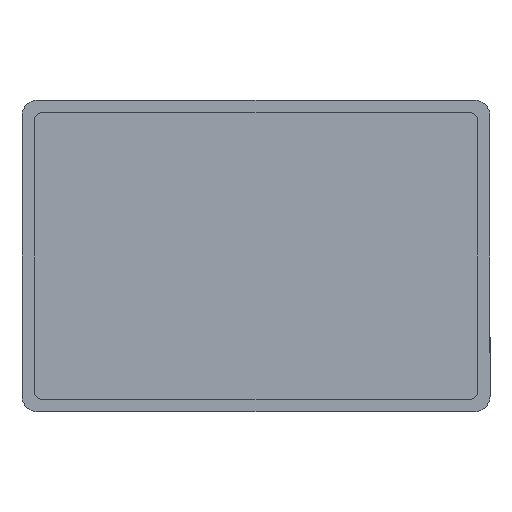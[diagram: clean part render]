
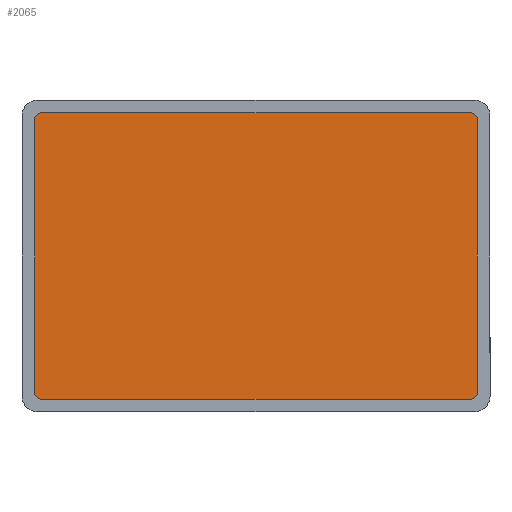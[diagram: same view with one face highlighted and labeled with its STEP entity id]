
A CAD part, front view. The second image highlights one B-rep face of the part: STEP entity #2065.
In plain terms, the highlighted planar face has unit normal (0, -1, 0).
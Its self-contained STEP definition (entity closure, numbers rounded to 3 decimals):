
#631 = AXIS2_PLACEMENT_3D ( 'NONE', #16861, #18471, #13484 ) ;
#878 = AXIS2_PLACEMENT_3D ( 'NONE', #18347, #16394, #10188 ) ;
#1040 = CARTESIAN_POINT ( 'NONE',  ( 274., 0., 174. ) ) ;
#1134 = VECTOR ( 'NONE', #19459, 1000. ) ;
#1219 = CIRCLE ( 'NONE', #6084, 9. ) ;
#1371 = EDGE_CURVE ( 'NONE', #7187, #10687, #2574, .T. ) ;
#1573 = CARTESIAN_POINT ( 'NONE',  ( -274., 0., -174. ) ) ;
#1709 = VERTEX_POINT ( 'NONE', #18234 ) ;
#2065 = ADVANCED_FACE ( 'NONE', ( #18210 ), #19739, .F. ) ;
#2214 = ORIENTED_EDGE ( 'NONE', *, *, #9594, .F. ) ;
#2234 = LINE ( 'NONE', #8661, #17473 ) ;
#2366 = LINE ( 'NONE', #17374, #21117 ) ;
#2574 = LINE ( 'NONE', #7144, #3554 ) ;
#3053 = CIRCLE ( 'NONE', #631, 9. ) ;
#3554 = VECTOR ( 'NONE', #8883, 1000. ) ;
#3654 = DIRECTION ( 'NONE',  ( 0., 0., 1. ) ) ;
#4447 = CARTESIAN_POINT ( 'NONE',  ( -274., 0., 183. ) ) ;
#4733 = DIRECTION ( 'NONE',  ( 0., 1., 0. ) ) ;
#5314 = CARTESIAN_POINT ( 'NONE',  ( -274., 0., -183. ) ) ;
#6084 = AXIS2_PLACEMENT_3D ( 'NONE', #1040, #4733, #13005 ) ;
#7065 = AXIS2_PLACEMENT_3D ( 'NONE', #1573, #16795, #19953 ) ;
#7070 = AXIS2_PLACEMENT_3D ( 'NONE', #18965, #8649, #7223 ) ;
#7144 = CARTESIAN_POINT ( 'NONE',  ( 283., 0., 174. ) ) ;
#7187 = VERTEX_POINT ( 'NONE', #18791 ) ;
#7223 = DIRECTION ( 'NONE',  ( 0., 0., 1. ) ) ;
#8505 = EDGE_CURVE ( 'NONE', #21207, #18076, #11186, .T. ) ;
#8649 = DIRECTION ( 'NONE',  ( 0., 1., 0. ) ) ;
#8661 = CARTESIAN_POINT ( 'NONE',  ( -283., 0., 174. ) ) ;
#8793 = ORIENTED_EDGE ( 'NONE', *, *, #18464, .F. ) ;
#8883 = DIRECTION ( 'NONE',  ( 0., 0., -1. ) ) ;
#9271 = VERTEX_POINT ( 'NONE', #5314 ) ;
#9594 = EDGE_CURVE ( 'NONE', #9271, #20721, #15416, .T. ) ;
#10188 = DIRECTION ( 'NONE',  ( 0., 0., 1. ) ) ;
#10503 = ORIENTED_EDGE ( 'NONE', *, *, #8505, .F. ) ;
#10687 = VERTEX_POINT ( 'NONE', #21296 ) ;
#11132 = EDGE_LOOP ( 'NONE', ( #2214, #8793, #14332, #20320, #19037, #10503, #12209, #21017 ) ) ;
#11186 = LINE ( 'NONE', #4447, #1134 ) ;
#11944 = VERTEX_POINT ( 'NONE', #14478 ) ;
#12209 = ORIENTED_EDGE ( 'NONE', *, *, #17398, .F. ) ;
#12267 = DIRECTION ( 'NONE',  ( -1., 0., 0. ) ) ;
#13005 = DIRECTION ( 'NONE',  ( 0., 0., 1. ) ) ;
#13484 = DIRECTION ( 'NONE',  ( 0., 0., 1. ) ) ;
#13657 = EDGE_CURVE ( 'NONE', #18076, #7187, #1219, .T. ) ;
#14332 = ORIENTED_EDGE ( 'NONE', *, *, #18284, .F. ) ;
#14478 = CARTESIAN_POINT ( 'NONE',  ( 274., 0., -183. ) ) ;
#15416 = CIRCLE ( 'NONE', #7070, 9. ) ;
#15991 = EDGE_CURVE ( 'NONE', #20721, #1709, #2234, .T. ) ;
#16394 = DIRECTION ( 'NONE',  ( 0., 1., 0. ) ) ;
#16795 = DIRECTION ( 'NONE',  ( 0., 1., 0. ) ) ;
#16861 = CARTESIAN_POINT ( 'NONE',  ( 274., 0., -174. ) ) ;
#17374 = CARTESIAN_POINT ( 'NONE',  ( -274., 0., -183. ) ) ;
#17398 = EDGE_CURVE ( 'NONE', #1709, #21207, #19653, .T. ) ;
#17473 = VECTOR ( 'NONE', #3654, 1000. ) ;
#17841 = CARTESIAN_POINT ( 'NONE',  ( 274., 0., 183. ) ) ;
#18076 = VERTEX_POINT ( 'NONE', #17841 ) ;
#18144 = CARTESIAN_POINT ( 'NONE',  ( -274., 0., 183. ) ) ;
#18210 = FACE_OUTER_BOUND ( 'NONE', #11132, .T. ) ;
#18234 = CARTESIAN_POINT ( 'NONE',  ( -283., 0., 174. ) ) ;
#18284 = EDGE_CURVE ( 'NONE', #10687, #11944, #3053, .T. ) ;
#18347 = CARTESIAN_POINT ( 'NONE',  ( -274., 0., 174. ) ) ;
#18464 = EDGE_CURVE ( 'NONE', #11944, #9271, #2366, .T. ) ;
#18471 = DIRECTION ( 'NONE',  ( 0., 1., 0. ) ) ;
#18791 = CARTESIAN_POINT ( 'NONE',  ( 283., 0., 174. ) ) ;
#18965 = CARTESIAN_POINT ( 'NONE',  ( -274., 0., -174. ) ) ;
#19037 = ORIENTED_EDGE ( 'NONE', *, *, #13657, .F. ) ;
#19459 = DIRECTION ( 'NONE',  ( 1., 0., 0. ) ) ;
#19653 = CIRCLE ( 'NONE', #878, 9. ) ;
#19739 = PLANE ( 'NONE',  #7065 ) ;
#19953 = DIRECTION ( 'NONE',  ( 0., 0., 1. ) ) ;
#20320 = ORIENTED_EDGE ( 'NONE', *, *, #1371, .F. ) ;
#20721 = VERTEX_POINT ( 'NONE', #21330 ) ;
#21017 = ORIENTED_EDGE ( 'NONE', *, *, #15991, .F. ) ;
#21117 = VECTOR ( 'NONE', #12267, 1000. ) ;
#21207 = VERTEX_POINT ( 'NONE', #18144 ) ;
#21296 = CARTESIAN_POINT ( 'NONE',  ( 283., 0., -174. ) ) ;
#21330 = CARTESIAN_POINT ( 'NONE',  ( -283., 0., -174. ) ) ;
